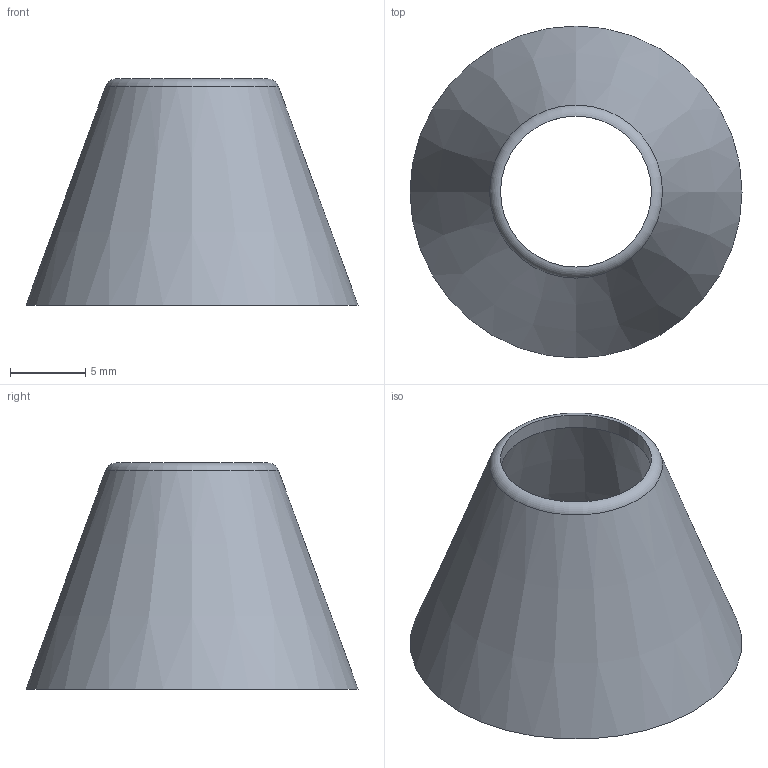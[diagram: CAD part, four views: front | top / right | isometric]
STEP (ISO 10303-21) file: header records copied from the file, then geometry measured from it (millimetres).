
FILE_DESCRIPTION(('STEP AP242'), '1');
FILE_NAME('íîñ ñî øòóöåðîì', '', ('UNSPECIFIED'), ('UNSPECIFIED'), 'C3D Converter', 'C3D Toolkit', '');
FILE_SCHEMA(('AP242_MANAGED_MODEL_BASED_3D_ENGINEERING_MIM_LF { 1 0 10303 442 1 1 4 }'));
Length unit declared in the file: millimetre
Bounding box: 22 x 22 x 15 mm (x, y, z)
Volume: 859.3 mm3; surface area: 1719.1 mm2
Topology: 1 solids, 1 shells, 8 faces, 14 edges, 9 vertices
Faces by surface type: plane 3, cylinder 2, cone 2, torus 1
Full cylindrical faces by diameter (mm): 10 x1, 18 x1
Entity records: 218 total; most frequent: DIRECTION 36, CARTESIAN_POINT 27, AXIS2_PLACEMENT_3D 18, ORIENTED_EDGE 18, EDGE_LOOP 16, EDGE_CURVE 9, VERTEX_POINT 9, CIRCLE 9
